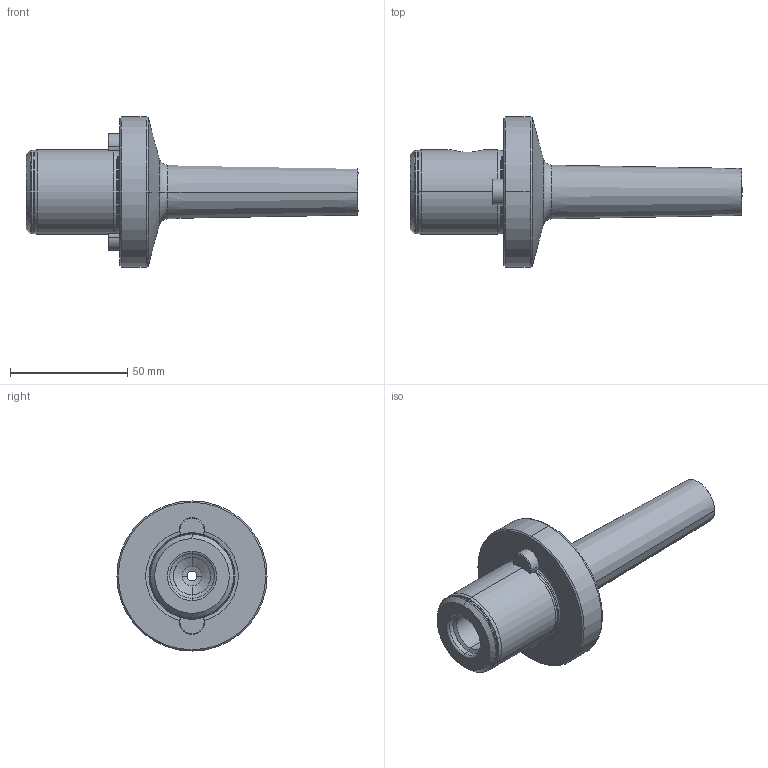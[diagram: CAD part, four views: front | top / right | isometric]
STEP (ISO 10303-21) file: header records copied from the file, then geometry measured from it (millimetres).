
FILE_DESCRIPTION (( 'STEP AP203' ), '1' );
FILE_NAME ('184.064.020.101.STEP', '2019-12-02T06:18:21', ( '' ), ( '' ), 'SwSTEP 2.0', 'SolidWorks 2017', '' );
FILE_SCHEMA (( 'CONFIG_CONTROL_DESIGN' ));
Length unit declared in the file: millimetre
Products named in the file (4): ST1-ER1.001.005_A; 184.064.020.101; ST6-ST1.K01.101_B; ST6-ER2.001.012_A
Assembly tree (4 placements, depth 2):
  184.064.020.101
    ST6-ST1.K01.101_B
    ST1-ER1.001.005_A
    ST6-ER2.001.012_A  x2
Bounding box: 141.5 x 64 x 64 mm (x, y, z)
Volume: 102925.2 mm3; surface area: 24558.3 mm2
Topology: 4 solids, 4 shells, 180 faces, 405 edges, 230 vertices
Faces by surface type: cone 66, cylinder 51, plane 32, torus 29, bspline 2
Entity records: 5354 total; most frequent: CARTESIAN_POINT 1341, DIRECTION 823, ORIENTED_EDGE 710, EDGE_CURVE 355, AXIS2_PLACEMENT_3D 343, VERTEX_POINT 204, CIRCLE 179, EDGE_LOOP 167
